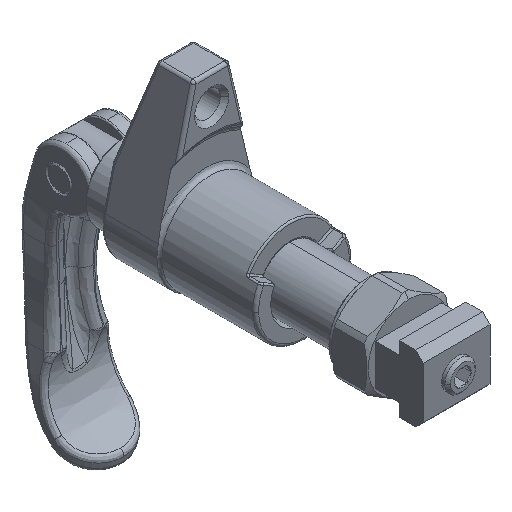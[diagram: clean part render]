
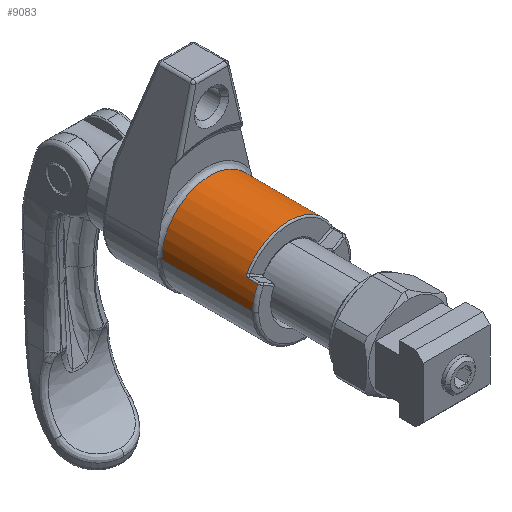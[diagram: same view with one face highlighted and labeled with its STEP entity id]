
A CAD part, isometric view. The second image highlights one B-rep face of the part: STEP entity #9083.
In plain terms, the highlighted cylindrical face has radius 16 mm (diameter 32 mm), a partial arc.
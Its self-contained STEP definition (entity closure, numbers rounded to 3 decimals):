
#422 = CARTESIAN_POINT ( 'NONE',  ( -16., 4.5, 0. ) ) ;
#445 = LINE ( 'NONE', #12039, #16912 ) ;
#451 = EDGE_CURVE ( 'NONE', #15764, #18697, #3992, .T. ) ;
#1192 = VERTEX_POINT ( 'NONE', #9555 ) ;
#1302 = CARTESIAN_POINT ( 'NONE',  ( 0., -24.5, 0. ) ) ;
#1679 = CARTESIAN_POINT ( 'NONE',  ( -14.316, -21.5, 7.146 ) ) ;
#2037 = B_SPLINE_CURVE_WITH_KNOTS ( 'NONE', 3,
 ( #6235, #13884, #4374, #9893, #3216, #12874, #16251, #16607, #14750, #14623 ),
 .UNSPECIFIED., .F., .F.,
 ( 4, 2, 2, 2, 4 ),
 ( 0., 0., 0.001, 0.001, 0.002 ),
 .UNSPECIFIED. ) ;
#2317 = FACE_OUTER_BOUND ( 'NONE', #14844, .T. ) ;
#2337 = ORIENTED_EDGE ( 'NONE', *, *, #8622, .F. ) ;
#2472 = AXIS2_PLACEMENT_3D ( 'NONE', #13949, #19419, #4559 ) ;
#2512 = ORIENTED_EDGE ( 'NONE', *, *, #451, .F. ) ;
#2664 = AXIS2_PLACEMENT_3D ( 'NONE', #1302, #7104, #18106 ) ;
#2971 = CARTESIAN_POINT ( 'NONE',  ( 14.22, -20.879, 7.335 ) ) ;
#3216 = CARTESIAN_POINT ( 'NONE',  ( -14.22, -20.879, 7.335 ) ) ;
#3704 = EDGE_CURVE ( 'NONE', #13914, #16925, #16460, .T. ) ;
#3733 = CARTESIAN_POINT ( 'NONE',  ( 0., -24.5, 0. ) ) ;
#3992 = CIRCLE ( 'NONE', #24319, 16. ) ;
#4068 = ORIENTED_EDGE ( 'NONE', *, *, #23880, .T. ) ;
#4374 = CARTESIAN_POINT ( 'NONE',  ( -14.303, -21.232, 7.171 ) ) ;
#4559 = DIRECTION ( 'NONE',  ( -1., 0., 0. ) ) ;
#4744 = CARTESIAN_POINT ( 'NONE',  ( 13.958, -20.526, 7.822 ) ) ;
#5063 = DIRECTION ( 'NONE',  ( 0., 1., 0. ) ) ;
#5871 = CIRCLE ( 'NONE', #2664, 16. ) ;
#6132 = VERTEX_POINT ( 'NONE', #22826 ) ;
#6235 = CARTESIAN_POINT ( 'NONE',  ( -14.316, -21.5, 7.146 ) ) ;
#6828 = DIRECTION ( 'NONE',  ( 1., 0., 0. ) ) ;
#7104 = DIRECTION ( 'NONE',  ( 0., 1., 0. ) ) ;
#7366 = DIRECTION ( 'NONE',  ( 1., 0., 0. ) ) ;
#7741 = DIRECTION ( 'NONE',  ( 0., 1., 0. ) ) ;
#7867 = CARTESIAN_POINT ( 'NONE',  ( 0., 5.5, 0. ) ) ;
#7971 = EDGE_CURVE ( 'NONE', #6132, #19244, #5871, .T. ) ;
#8018 = DIRECTION ( 'NONE',  ( 0., -1., 0. ) ) ;
#8622 = EDGE_CURVE ( 'NONE', #8682, #15764, #23007, .T. ) ;
#8682 = VERTEX_POINT ( 'NONE', #11527 ) ;
#8733 = ORIENTED_EDGE ( 'NONE', *, *, #9347, .T. ) ;
#8957 = B_SPLINE_CURVE_WITH_KNOTS ( 'NONE', 3,
 ( #12512, #10277, #4744, #19836, #20082, #2971, #10396, #12391, #21724, #17993 ),
 .UNSPECIFIED., .F., .F.,
 ( 4, 2, 2, 2, 4 ),
 ( 0., 0., 0.001, 0.001, 0.002 ),
 .UNSPECIFIED. ) ;
#9083 = ADVANCED_FACE ( 'NONE', ( #2317 ), #13721, .T. ) ;
#9347 = EDGE_CURVE ( 'NONE', #16916, #14346, #22185, .T. ) ;
#9555 = CARTESIAN_POINT ( 'NONE',  ( 14.316, -21.5, 7.146 ) ) ;
#9893 = CARTESIAN_POINT ( 'NONE',  ( -14.255, -20.99, 7.265 ) ) ;
#9982 = DIRECTION ( 'NONE',  ( 0., 1., 0. ) ) ;
#10135 = CARTESIAN_POINT ( 'NONE',  ( 16., 5.5, 0. ) ) ;
#10277 = CARTESIAN_POINT ( 'NONE',  ( 13.893, -20.5, 7.938 ) ) ;
#10396 = CARTESIAN_POINT ( 'NONE',  ( 14.256, -20.99, 7.265 ) ) ;
#11393 = DIRECTION ( 'NONE',  ( 0., 1., 0. ) ) ;
#11527 = CARTESIAN_POINT ( 'NONE',  ( -16., -24.5, 0. ) ) ;
#11860 = CARTESIAN_POINT ( 'NONE',  ( 0., 4.5, 0. ) ) ;
#12039 = CARTESIAN_POINT ( 'NONE',  ( 14.316, 4.5, 7.146 ) ) ;
#12391 = CARTESIAN_POINT ( 'NONE',  ( 14.303, -21.234, 7.17 ) ) ;
#12512 = CARTESIAN_POINT ( 'NONE',  ( 13.825, -20.5, 8.054 ) ) ;
#12567 = EDGE_CURVE ( 'NONE', #19244, #18697, #18289, .T. ) ;
#12645 = CARTESIAN_POINT ( 'NONE',  ( -16., 5.5, 0. ) ) ;
#12874 = CARTESIAN_POINT ( 'NONE',  ( -14.131, -20.696, 7.505 ) ) ;
#13061 = EDGE_CURVE ( 'NONE', #16925, #1192, #8957, .T. ) ;
#13690 = EDGE_CURVE ( 'NONE', #8682, #16916, #15457, .T. ) ;
#13721 = CYLINDRICAL_SURFACE ( 'NONE', #22190, 16. ) ;
#13884 = CARTESIAN_POINT ( 'NONE',  ( -14.316, -21.366, 7.146 ) ) ;
#13914 = VERTEX_POINT ( 'NONE', #23302 ) ;
#13949 = CARTESIAN_POINT ( 'NONE',  ( 0., -20.5, 0. ) ) ;
#14119 = CARTESIAN_POINT ( 'NONE',  ( -14.316, -24.5, 7.146 ) ) ;
#14346 = VERTEX_POINT ( 'NONE', #1679 ) ;
#14623 = CARTESIAN_POINT ( 'NONE',  ( -13.825, -20.5, 8.054 ) ) ;
#14750 = CARTESIAN_POINT ( 'NONE',  ( -13.893, -20.5, 7.938 ) ) ;
#14844 = EDGE_LOOP ( 'NONE', ( #2337, #21954, #8733, #18059, #20162, #22480, #4068, #16497, #20921, #2512 ) ) ;
#14977 = VECTOR ( 'NONE', #21651, 1000. ) ;
#15457 = CIRCLE ( 'NONE', #19400, 16. ) ;
#15764 = VERTEX_POINT ( 'NONE', #12645 ) ;
#16242 = VECTOR ( 'NONE', #5063, 1000. ) ;
#16251 = CARTESIAN_POINT ( 'NONE',  ( -14.077, -20.623, 7.606 ) ) ;
#16460 = CIRCLE ( 'NONE', #2472, 16. ) ;
#16497 = ORIENTED_EDGE ( 'NONE', *, *, #7971, .T. ) ;
#16607 = CARTESIAN_POINT ( 'NONE',  ( -13.958, -20.525, 7.823 ) ) ;
#16912 = VECTOR ( 'NONE', #8018, 1000. ) ;
#16916 = VERTEX_POINT ( 'NONE', #14119 ) ;
#16925 = VERTEX_POINT ( 'NONE', #23518 ) ;
#17018 = EDGE_CURVE ( 'NONE', #14346, #13914, #2037, .T. ) ;
#17110 = DIRECTION ( 'NONE',  ( 1., 0., 0. ) ) ;
#17993 = CARTESIAN_POINT ( 'NONE',  ( 14.316, -21.5, 7.146 ) ) ;
#18059 = ORIENTED_EDGE ( 'NONE', *, *, #17018, .T. ) ;
#18106 = DIRECTION ( 'NONE',  ( 1., 0., 0. ) ) ;
#18289 = LINE ( 'NONE', #21787, #14977 ) ;
#18697 = VERTEX_POINT ( 'NONE', #10135 ) ;
#19244 = VERTEX_POINT ( 'NONE', #20753 ) ;
#19400 = AXIS2_PLACEMENT_3D ( 'NONE', #3733, #11393, #7366 ) ;
#19419 = DIRECTION ( 'NONE',  ( 0., 1., 0. ) ) ;
#19836 = CARTESIAN_POINT ( 'NONE',  ( 14.077, -20.623, 7.606 ) ) ;
#20082 = CARTESIAN_POINT ( 'NONE',  ( 14.131, -20.696, 7.505 ) ) ;
#20162 = ORIENTED_EDGE ( 'NONE', *, *, #3704, .T. ) ;
#20193 = DIRECTION ( 'NONE',  ( 0., 1., 0. ) ) ;
#20415 = CARTESIAN_POINT ( 'NONE',  ( -14.316, 4.5, 7.146 ) ) ;
#20753 = CARTESIAN_POINT ( 'NONE',  ( 16., -24.5, 0. ) ) ;
#20921 = ORIENTED_EDGE ( 'NONE', *, *, #12567, .T. ) ;
#21651 = DIRECTION ( 'NONE',  ( 0., 1., 0. ) ) ;
#21724 = CARTESIAN_POINT ( 'NONE',  ( 14.316, -21.366, 7.146 ) ) ;
#21787 = CARTESIAN_POINT ( 'NONE',  ( 16., 4.5, 0. ) ) ;
#21954 = ORIENTED_EDGE ( 'NONE', *, *, #13690, .T. ) ;
#22185 = LINE ( 'NONE', #20415, #16242 ) ;
#22190 = AXIS2_PLACEMENT_3D ( 'NONE', #11860, #9982, #17110 ) ;
#22480 = ORIENTED_EDGE ( 'NONE', *, *, #13061, .T. ) ;
#22826 = CARTESIAN_POINT ( 'NONE',  ( 14.316, -24.5, 7.146 ) ) ;
#23007 = LINE ( 'NONE', #422, #23547 ) ;
#23302 = CARTESIAN_POINT ( 'NONE',  ( -13.825, -20.5, 8.054 ) ) ;
#23518 = CARTESIAN_POINT ( 'NONE',  ( 13.825, -20.5, 8.054 ) ) ;
#23547 = VECTOR ( 'NONE', #7741, 1000. ) ;
#23880 = EDGE_CURVE ( 'NONE', #1192, #6132, #445, .T. ) ;
#24319 = AXIS2_PLACEMENT_3D ( 'NONE', #7867, #20193, #6828 ) ;
